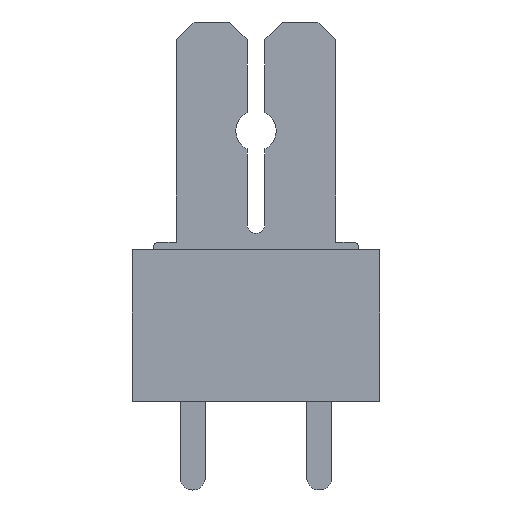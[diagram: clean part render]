
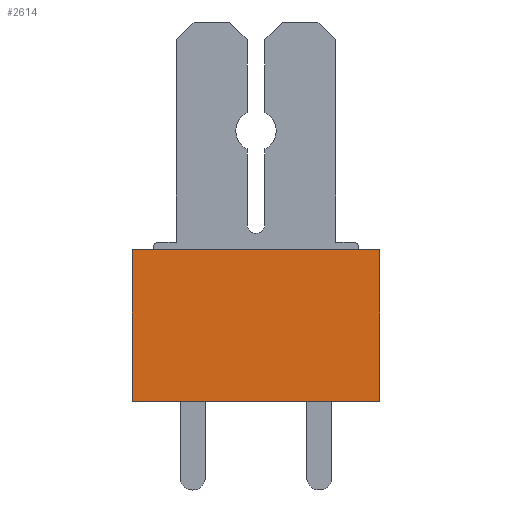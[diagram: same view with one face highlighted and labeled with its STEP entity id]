
A CAD part, left-side view. The second image highlights one B-rep face of the part: STEP entity #2614.
In plain terms, the highlighted planar face has unit normal (-1, 0, 0).
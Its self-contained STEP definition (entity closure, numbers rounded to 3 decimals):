
#2606=AXIS2_PLACEMENT_3D('Plane Axis2P3D',#2603,#2604,#2605) ;
#49=CARTESIAN_POINT('Vertex',(0.,9.8,9.5)) ;
#52=CARTESIAN_POINT('Line Origine',(0.,4.9,9.5)) ;
#56=CARTESIAN_POINT('Vertex',(0.,0.,9.5)) ;
#1311=CARTESIAN_POINT('Vertex',(0.,9.8,3.5)) ;
#1314=CARTESIAN_POINT('Line Origine',(0.,9.8,6.5)) ;
#1342=CARTESIAN_POINT('Vertex',(0.,0.,3.5)) ;
#1345=CARTESIAN_POINT('Line Origine',(0.,4.9,3.5)) ;
#2591=CARTESIAN_POINT('Line Origine',(0.,0.,6.5)) ;
#2603=CARTESIAN_POINT('Axis2P3D Location',(0.,0.,0.)) ;
#53=DIRECTION('Vector Direction',(0.,-1.,0.)) ;
#1315=DIRECTION('Vector Direction',(0.,0.,1.)) ;
#1346=DIRECTION('Vector Direction',(0.,1.,0.)) ;
#2592=DIRECTION('Vector Direction',(0.,0.,-1.)) ;
#2604=DIRECTION('Axis2P3D Direction',(-1.,0.,0.)) ;
#2605=DIRECTION('Axis2P3D XDirection',(0.,0.,1.)) ;
#54=VECTOR('Line Direction',#53,1.) ;
#1316=VECTOR('Line Direction',#1315,1.) ;
#1347=VECTOR('Line Direction',#1346,1.) ;
#2593=VECTOR('Line Direction',#2592,1.) ;
#2609=ORIENTED_EDGE('',*,*,#58,.T.) ;
#2610=ORIENTED_EDGE('',*,*,#1318,.T.) ;
#2611=ORIENTED_EDGE('',*,*,#1349,.T.) ;
#2612=ORIENTED_EDGE('',*,*,#2595,.T.) ;
#2614=ADVANCED_FACE('Housing',(#2613),#2607,.T.) ;
#58=EDGE_CURVE('',#57,#50,#55,.F.) ;
#1318=EDGE_CURVE('',#50,#1312,#1317,.F.) ;
#1349=EDGE_CURVE('',#1312,#1343,#1348,.F.) ;
#2595=EDGE_CURVE('',#1343,#57,#2594,.F.) ;
#2608=EDGE_LOOP('',(#2609,#2610,#2611,#2612)) ;
#2613=FACE_OUTER_BOUND('',#2608,.T.) ;
#55=LINE('Line',#52,#54) ;
#1317=LINE('Line',#1314,#1316) ;
#1348=LINE('Line',#1345,#1347) ;
#2594=LINE('Line',#2591,#2593) ;
#2607=PLANE('',#2606) ;
#50=VERTEX_POINT('',#49) ;
#57=VERTEX_POINT('',#56) ;
#1312=VERTEX_POINT('',#1311) ;
#1343=VERTEX_POINT('',#1342) ;
